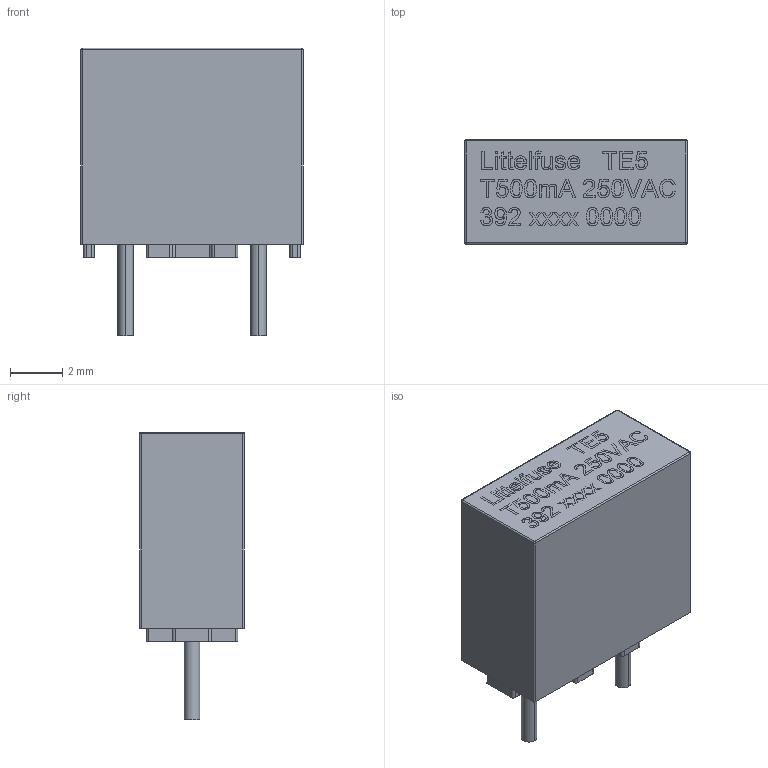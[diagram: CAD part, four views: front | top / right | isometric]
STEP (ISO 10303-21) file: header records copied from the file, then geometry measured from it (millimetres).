
FILE_DESCRIPTION(('FreeCAD Model'),'2;1');
FILE_NAME('User Library-A3D-008-00001.step','2018-05-09T21:31:58',('kicad StepUp'),( 'ksu MCAD'),'Open CASCADE STEP processor 7.2','FreeCAD','Unknown');
FILE_SCHEMA(('AUTOMOTIVE_DESIGN { 1 0 10303 214 1 1 1 1 }'));
Length unit declared in the file: millimetre
Products named in the file (1): User_Library-A3D-008-00001
Bounding box: 8.5 x 4 x 11 mm (x, y, z)
Volume: 263.1 mm3; surface area: 283.8 mm2
Topology: 3 solids, 3 shells, 126 faces, 1924 edges, 5700 vertices
Faces by surface type: plane 86, cylinder 34, sphere 4, cone 2
Entity records: 34146 total; most frequent: CARTESIAN_POINT 17713, DIRECTION 1691, GEOMETRIC_CURVE_SET 1281, ORIENTED_EDGE 1280, TRIMMED_CURVE 1280, LINE 1017, VECTOR 1017, B_SPLINE_CURVE_WITH_KNOTS 693
